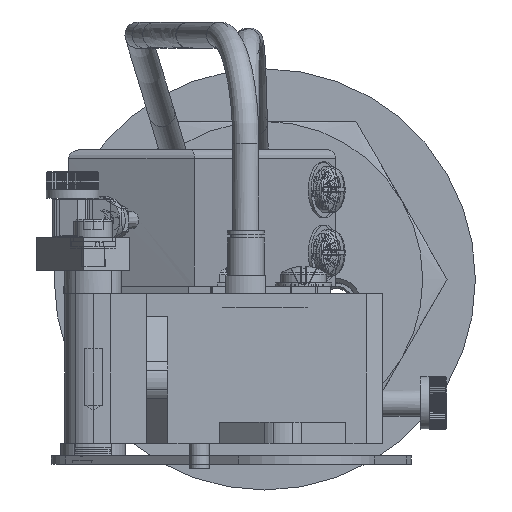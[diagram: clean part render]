
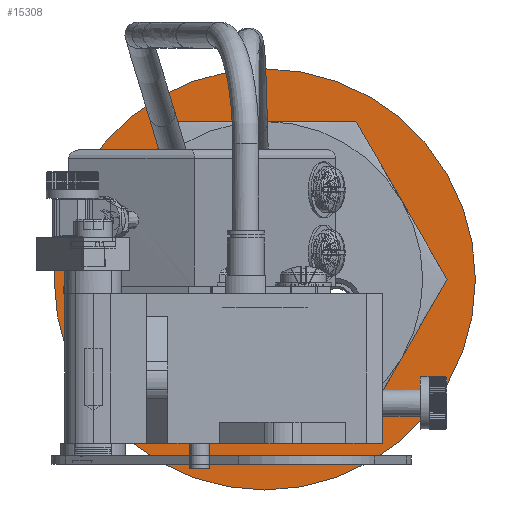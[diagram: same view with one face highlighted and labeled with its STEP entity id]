
A CAD part, front view. The second image highlights one B-rep face of the part: STEP entity #15308.
In plain terms, the highlighted planar face has unit normal (0, -1, 0).
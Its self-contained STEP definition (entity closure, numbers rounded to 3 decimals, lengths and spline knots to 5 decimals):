
#15308=ADVANCED_FACE('',(#18955,#18956),#17401,.F.);
#17401=PLANE('',#40972);
#18955=FACE_BOUND('',#19706,.T.);
#18956=FACE_BOUND('',#19707,.T.);
#19706=EDGE_LOOP('',(#22431));
#19707=EDGE_LOOP('',(#22432));
#22431=ORIENTED_EDGE('',*,*,#34505,.F.);
#22432=ORIENTED_EDGE('',*,*,#34507,.T.);
#31555=VERTEX_POINT('',#55724);
#31557=VERTEX_POINT('',#55729);
#34505=EDGE_CURVE('',#31555,#31555,#39096,.T.);
#34507=EDGE_CURVE('',#31557,#31557,#39098,.T.);
#39096=CIRCLE('',#40966,1.);
#39098=CIRCLE('',#40969,0.513);
#40966=AXIS2_PLACEMENT_3D('',#55723,#45165,#45166);
#40969=AXIS2_PLACEMENT_3D('',#55728,#45171,#45172);
#40972=AXIS2_PLACEMENT_3D('',#55733,#45177,#45178);
#45165=DIRECTION('',(0.,1.,0.));
#45166=DIRECTION('',(1.,0.,0.));
#45171=DIRECTION('',(0.,1.,0.));
#45172=DIRECTION('',(1.,0.,0.));
#45177=DIRECTION('',(0.,1.,0.));
#45178=DIRECTION('',(-1.,0.,0.));
#55723=CARTESIAN_POINT('',(-0.085,0.99554,0.025));
#55724=CARTESIAN_POINT('',(0.915,0.99554,0.025));
#55728=CARTESIAN_POINT('',(-0.085,0.99554,0.025));
#55729=CARTESIAN_POINT('',(0.428,0.99554,0.025));
#55733=CARTESIAN_POINT('',(-0.085,0.99554,0.025));
